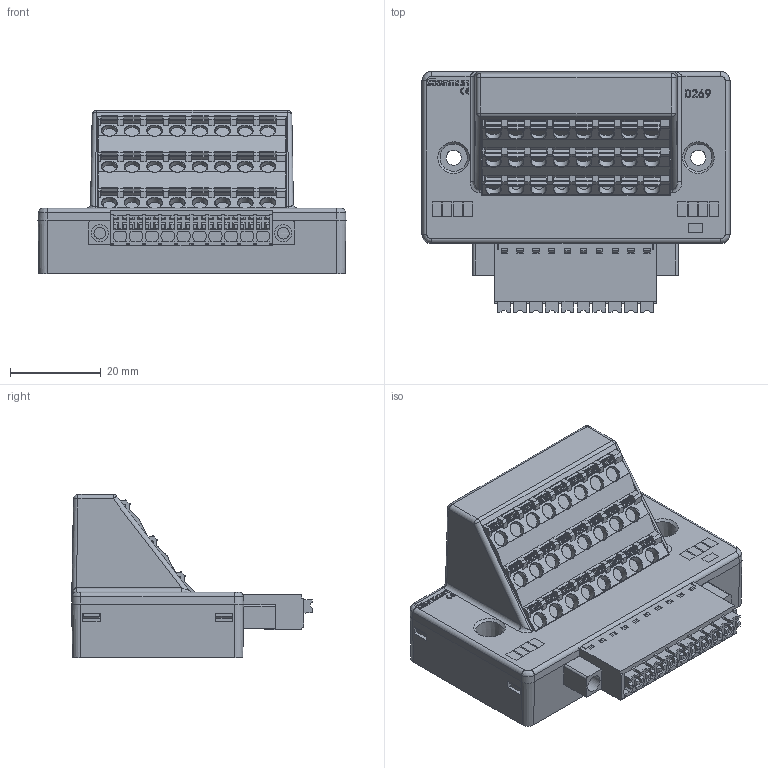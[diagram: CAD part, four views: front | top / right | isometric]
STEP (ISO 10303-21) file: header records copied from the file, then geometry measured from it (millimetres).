
FILE_DESCRIPTION(/* description */ (''),/* implementation_level */ '2;1');
FILE_NAME(/* name */ 'D269 3D.stp',/* time_stamp */ '2024-08-14T18:49:27+08:00',/* author */ (''),/* organization */ (''),/* preprocessor_version */ 'ST-DEVELOPER v14',/* originating_system */ 'SIEMENS PLM Software NX 8.0',/* authorisation */ '');
FILE_SCHEMA (('AUTOMOTIVE_DESIGN { 1 0 10303 214 3 1 1 1 }'));
Products named in the file (1): D269 3D_stp
Bounding box: 68 x 53.15 x 36 mm (x, y, z)
Volume: 53550.4 mm3; surface area: 18825.1 mm2
Topology: 1 solids, 99 shells, 2493 faces, 6244 edges, 4069 vertices
Faces by surface type: plane 1734, cylinder 484, cone 154, sphere 52, bspline 34, torus 24, extrusion 11
Full cylindrical faces by diameter (mm): 0.8 x1, 0.85 x1, 1 x9, 1.25 x8, 1.4 x8, 2.6 x4, 2.85 x2, 3.3 x26, 3.8 x2
Entity records: 91265 total; most frequent: CARTESIAN_POINT 14602, ORIENTED_EDGE 12208, DIRECTION 11959, EDGE_CURVE 6104, VECTOR 4581, LINE 4570, VERTEX_POINT 4019, AXIS2_PLACEMENT_3D 3689
